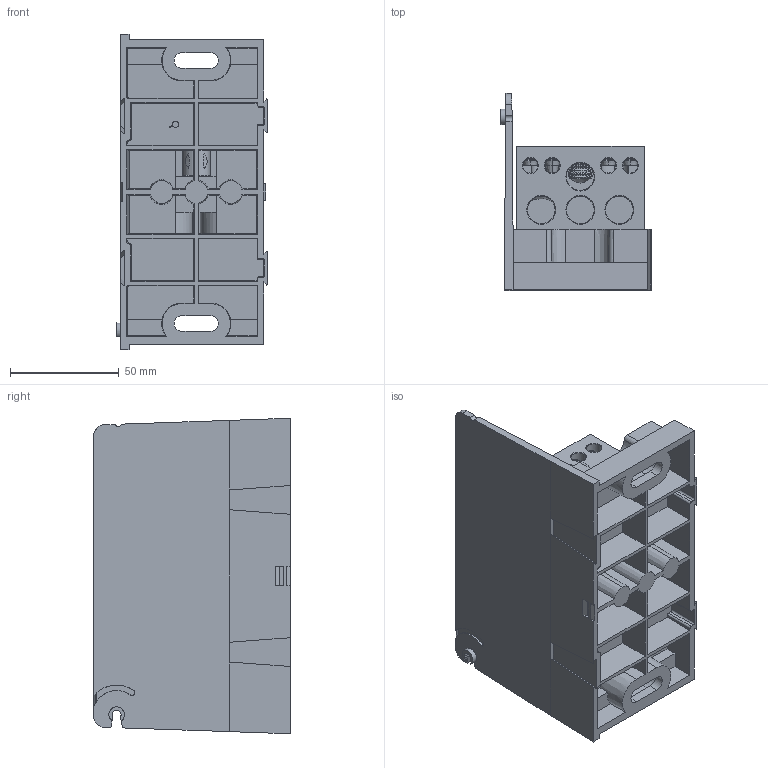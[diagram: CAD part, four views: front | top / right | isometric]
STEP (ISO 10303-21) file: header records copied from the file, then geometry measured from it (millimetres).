
FILE_DESCRIPTION (( 'STEP AP214' ), '1' );
FILE_NAME ('701985rev-ADDER.STEP', '2015-01-16T12:52:22', ( '' ), ( '' ), 'SwSTEP 2.0', 'SolidWorks 2014', '' );
FILE_SCHEMA (( 'AUTOMOTIVE_DESIGN' ));
Length unit declared in the file: inch
Products named in the file (1): 701985rev-ADDER
Bounding box: 69.22 x 90.17 x 144.78 mm (x, y, z)
Surface area: 102020.3 mm2 (no closed solid volume)
Topology: 0 solids, 41 shells, 637 faces, 1879 edges, 1279 vertices
Faces by surface type: plane 229, cylinder 194, cone 185, bspline 29
Entity records: 39034 total; most frequent: CARTESIAN_POINT 15280, ORIENTED_EDGE 3267, DIRECTION 2981, EDGE_CURVE 1875, VERTEX_POINT 1279, LINE 1033, VECTOR 1033, AXIS2_PLACEMENT_3D 974
